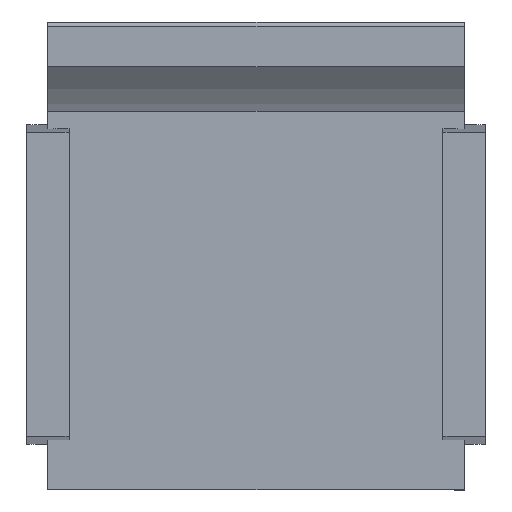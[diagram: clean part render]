
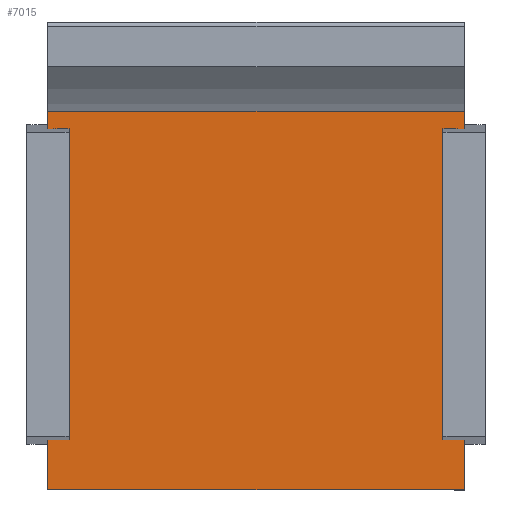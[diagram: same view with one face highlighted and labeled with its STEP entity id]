
A CAD part, top view. The second image highlights one B-rep face of the part: STEP entity #7015.
In plain terms, the highlighted planar face has unit normal (0, 0, 1).
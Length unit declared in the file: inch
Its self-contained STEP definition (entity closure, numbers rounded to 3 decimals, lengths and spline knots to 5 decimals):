
#1437=FACE_OUTER_BOUND('',#1978,.T.);
#1978=EDGE_LOOP('',(#4829,#4830,#4831,#4832));
#2600=LINE('',#10548,#2880);
#2602=LINE('',#10552,#2882);
#2604=LINE('',#10556,#2884);
#2606=LINE('',#10559,#2886);
#2880=VECTOR('',#8544,0.3937);
#2882=VECTOR('',#8548,0.3937);
#2884=VECTOR('',#8552,0.3937);
#2886=VECTOR('',#8556,0.3937);
#3159=VERTEX_POINT('',#10545);
#3160=VERTEX_POINT('',#10547);
#3161=VERTEX_POINT('',#10551);
#3162=VERTEX_POINT('',#10555);
#3754=EDGE_CURVE('',#3160,#3159,#2600,.T.);
#3756=EDGE_CURVE('',#3161,#3160,#2602,.T.);
#3758=EDGE_CURVE('',#3162,#3161,#2604,.T.);
#3760=EDGE_CURVE('',#3159,#3162,#2606,.T.);
#4829=ORIENTED_EDGE('',*,*,#3760,.T.);
#4830=ORIENTED_EDGE('',*,*,#3758,.T.);
#4831=ORIENTED_EDGE('',*,*,#3756,.T.);
#4832=ORIENTED_EDGE('',*,*,#3754,.T.);
#6930=PLANE('',#7677);
#7015=ADVANCED_FACE('',(#1437),#6930,.T.);
#7677=AXIS2_PLACEMENT_3D('',#10560,#8557,#8558);
#8544=DIRECTION('',(0.,1.,0.));
#8548=DIRECTION('',(1.,0.,0.));
#8552=DIRECTION('',(0.,-1.,0.));
#8556=DIRECTION('',(-1.,0.,0.));
#8557=DIRECTION('center_axis',(0.,0.,1.));
#8558=DIRECTION('ref_axis',(1.,0.,0.));
#10545=CARTESIAN_POINT('',(12.25,12.25,3.75));
#10547=CARTESIAN_POINT('',(12.25,-12.25,3.75));
#10548=CARTESIAN_POINT('',(12.25,12.25,3.75));
#10551=CARTESIAN_POINT('',(-12.25,-12.25,3.75));
#10552=CARTESIAN_POINT('',(12.25,-12.25,3.75));
#10555=CARTESIAN_POINT('',(-12.25,12.25,3.75));
#10556=CARTESIAN_POINT('',(-12.25,-12.25,3.75));
#10559=CARTESIAN_POINT('',(-12.25,12.25,3.75));
#10560=CARTESIAN_POINT('Origin',(0.,0.,3.75));
